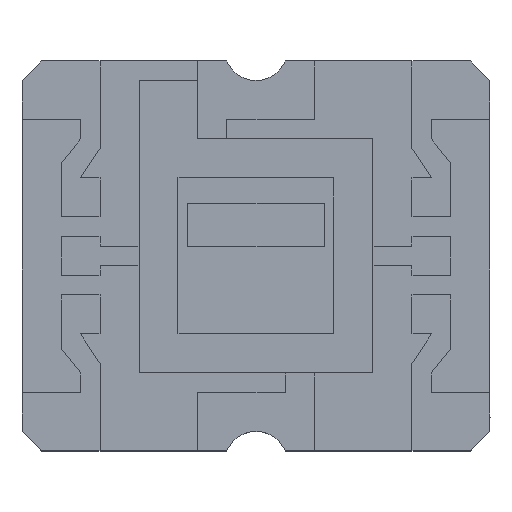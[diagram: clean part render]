
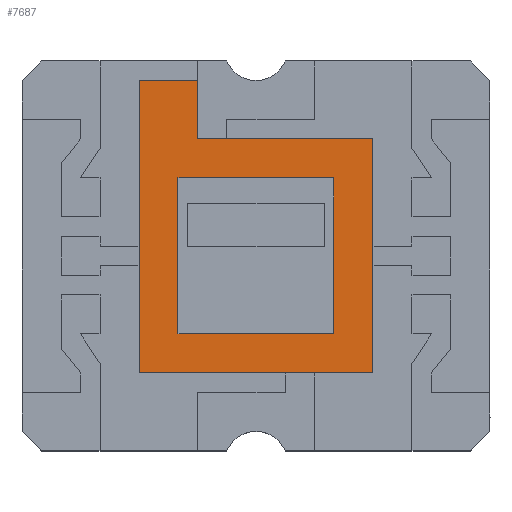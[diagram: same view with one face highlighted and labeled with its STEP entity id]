
A CAD part, top view. The second image highlights one B-rep face of the part: STEP entity #7687.
In plain terms, the highlighted planar face has unit normal (0, 0, 1).
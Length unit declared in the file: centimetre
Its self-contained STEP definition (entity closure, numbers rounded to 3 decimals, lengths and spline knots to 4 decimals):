
#58 = EDGE_LOOP ( 'NONE', ( #4852, #223, #2195, #4015, #5096, #5915 ) ) ;
#77 = VERTEX_POINT ( 'NONE', #1442 ) ;
#96 = CARTESIAN_POINT ( 'NONE',  ( 0., 0.015, 0.03 ) ) ;
#136 = EDGE_CURVE ( 'NONE', #1688, #7373, #1608, .T. ) ;
#177 = LINE ( 'NONE', #879, #853 ) ;
#223 = ORIENTED_EDGE ( 'NONE', *, *, #8547, .F. ) ;
#267 = CARTESIAN_POINT ( 'NONE',  ( -0.06, 0.09, 0.03 ) ) ;
#853 = VECTOR ( 'NONE', #2232, 100. ) ;
#879 = CARTESIAN_POINT ( 'NONE',  ( -0.06, -0.06, 0.03 ) ) ;
#891 = VERTEX_POINT ( 'NONE', #1329 ) ;
#1018 = EDGE_CURVE ( 'NONE', #891, #1688, #6309, .T. ) ;
#1329 = CARTESIAN_POINT ( 'NONE',  ( -0.03, 0.06, 0.03 ) ) ;
#1371 = LINE ( 'NONE', #1416, #5718 ) ;
#1416 = CARTESIAN_POINT ( 'NONE',  ( 0.06, -0.06, 0.03 ) ) ;
#1442 = CARTESIAN_POINT ( 'NONE',  ( -0.06, -0.06, 0.03 ) ) ;
#1472 = CARTESIAN_POINT ( 'NONE',  ( 0.06, -0.06, 0.03 ) ) ;
#1497 = LINE ( 'NONE', #267, #4634 ) ;
#1608 = LINE ( 'NONE', #1649, #3006 ) ;
#1649 = CARTESIAN_POINT ( 'NONE',  ( 0., 0.09, 0.03 ) ) ;
#1688 = VERTEX_POINT ( 'NONE', #2909 ) ;
#2195 = ORIENTED_EDGE ( 'NONE', *, *, #7347, .F. ) ;
#2232 = DIRECTION ( 'NONE',  ( -1., 0., 0. ) ) ;
#2378 = CARTESIAN_POINT ( 'NONE',  ( -0.03, 0.015, 0.03 ) ) ;
#2686 = EDGE_CURVE ( 'NONE', #77, #7373, #1497, .T. ) ;
#2704 = CARTESIAN_POINT ( 'NONE',  ( 0.06, 0.06, 0.03 ) ) ;
#2722 = FACE_OUTER_BOUND ( 'NONE', #58, .T. ) ;
#2761 = DIRECTION ( 'NONE',  ( 0., 0., 1. ) ) ;
#2860 = DIRECTION ( 'NONE',  ( 0., 1., 0. ) ) ;
#2909 = CARTESIAN_POINT ( 'NONE',  ( -0.03, 0.09, 0.03 ) ) ;
#2933 = CARTESIAN_POINT ( 'NONE',  ( -0.06, 0.09, 0.03 ) ) ;
#3006 = VECTOR ( 'NONE', #3104, 100. ) ;
#3104 = DIRECTION ( 'NONE',  ( -1., 0., 0. ) ) ;
#4015 = ORIENTED_EDGE ( 'NONE', *, *, #1018, .T. ) ;
#4167 = DIRECTION ( 'NONE',  ( 1., 0., 0. ) ) ;
#4335 = LINE ( 'NONE', #5692, #8088 ) ;
#4634 = VECTOR ( 'NONE', #4845, 100. ) ;
#4845 = DIRECTION ( 'NONE',  ( 0., 1., 0. ) ) ;
#4852 = ORIENTED_EDGE ( 'NONE', *, *, #7820, .F. ) ;
#4903 = AXIS2_PLACEMENT_3D ( 'NONE', #96, #2761, #4167 ) ;
#5096 = ORIENTED_EDGE ( 'NONE', *, *, #136, .T. ) ;
#5212 = VECTOR ( 'NONE', #2860, 100. ) ;
#5254 = VERTEX_POINT ( 'NONE', #1472 ) ;
#5389 = PLANE ( 'NONE',  #4903 ) ;
#5536 = VERTEX_POINT ( 'NONE', #2704 ) ;
#5692 = CARTESIAN_POINT ( 'NONE',  ( 0.06, 0.06, 0.03 ) ) ;
#5718 = VECTOR ( 'NONE', #6667, 100. ) ;
#5915 = ORIENTED_EDGE ( 'NONE', *, *, #2686, .F. ) ;
#6309 = LINE ( 'NONE', #2378, #5212 ) ;
#6667 = DIRECTION ( 'NONE',  ( 0., -1., 0. ) ) ;
#7347 = EDGE_CURVE ( 'NONE', #891, #5536, #4335, .T. ) ;
#7373 = VERTEX_POINT ( 'NONE', #2933 ) ;
#7687 = ADVANCED_FACE ( 'NONE', ( #2722 ), #5389, .T. ) ;
#7820 = EDGE_CURVE ( 'NONE', #5254, #77, #177, .T. ) ;
#8088 = VECTOR ( 'NONE', #8210, 100. ) ;
#8210 = DIRECTION ( 'NONE',  ( 1., 0., 0. ) ) ;
#8547 = EDGE_CURVE ( 'NONE', #5536, #5254, #1371, .T. ) ;
